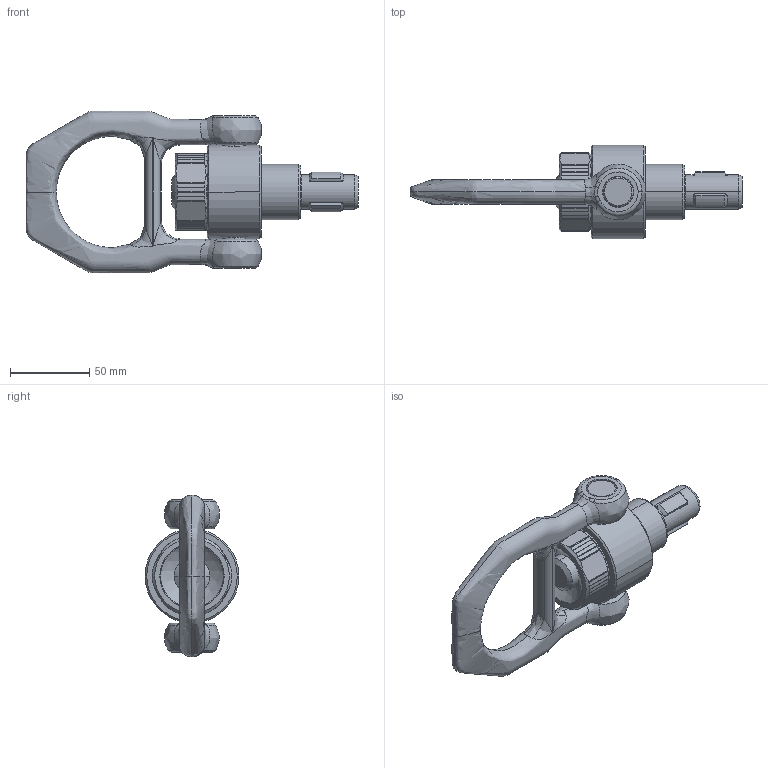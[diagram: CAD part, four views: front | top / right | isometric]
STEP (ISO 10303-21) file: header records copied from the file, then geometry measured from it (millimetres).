
FILE_DESCRIPTION(('STEP AP214'),'1');
FILE_NAME('HALDERN_EH_2B353_1024.stp','2021-02-26T07:20:38',('TraceParts'),('TraceParts S.A.'),'Spatial InterOp 3D',' ',' ');
FILE_SCHEMA(('AUTOMOTIVE_DESIGN { 1 0 10303 214 1 1 1 1 }'));
Length unit declared in the file: millimetre
Products named in the file (1): HALDERN_EH_2B353_1024_1
Bounding box: 209.13 x 59 x 102.01 mm (x, y, z)
Volume: 264712.1 mm3; surface area: 59558.7 mm2
Topology: 3 solids, 4 shells, 351 faces, 935 edges, 600 vertices
Faces by surface type: cylinder 127, plane 107, cone 46, bspline 36, torus 34, sphere 1
Entity records: 31677 total; most frequent: CARTESIAN_POINT 20555, ORIENTED_EDGE 1862, DIRECTION 1619, EDGE_CURVE 931, AXIS2_PLACEMENT_3D 690, VERTEX_POINT 600, EDGE_LOOP 373, CIRCLE 356
